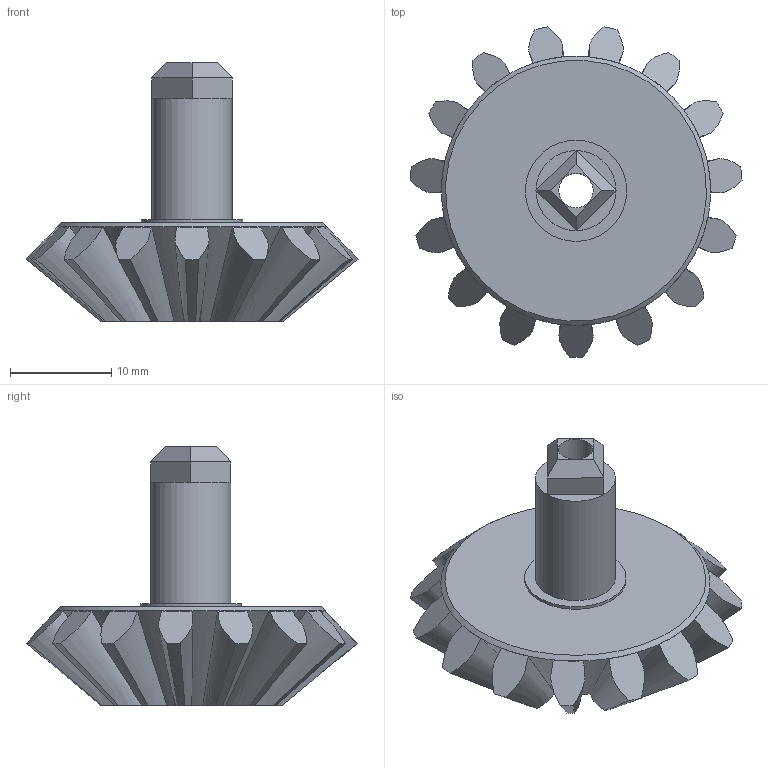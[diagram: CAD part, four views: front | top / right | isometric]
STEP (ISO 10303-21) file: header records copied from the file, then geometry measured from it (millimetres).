
FILE_DESCRIPTION(/* description */ (''),/* implementation_level */ '2;1');
FILE_NAME(/* name */ 'Axel.step',/* time_stamp */ '2023-06-09T17:18:18-05:00',/* author */ (''),/* organization */ (''),/* preprocessor_version */ 'ST-DEVELOPER v19.2',/* originating_system */ 'Autodesk Translation Framework v12.6.0.85',/* authorisation */ '');
FILE_SCHEMA (('AUTOMOTIVE_DESIGN { 1 0 10303 214 3 1 1 }'));
Length unit declared in the file: millimetre
Products named in the file (2): Arm2 (v11~recovered); Axel
Assembly tree (1 placements, depth 2):
  Arm2 (v11~recovered)
    Axel
Bounding box: 32.77 x 32.59 x 25.51 mm (x, y, z)
Volume: 4561.3 mm3; surface area: 3233.5 mm2
Topology: 1 solids, 1 shells, 113 faces, 251 edges, 143 vertices
Faces by surface type: bspline 45, cone 32, plane 32, cylinder 4
Full cylindrical faces by diameter (mm): 3.4 x1, 6 x1, 7.9 x1, 10 x1
Entity records: 6004 total; most frequent: CARTESIAN_POINT 3646, ORIENTED_EDGE 502, DIRECTION 440, EDGE_CURVE 251, AXIS2_PLACEMENT_3D 177, VERTEX_POINT 143, EDGE_LOOP 118, FACE_OUTER_BOUND 113
